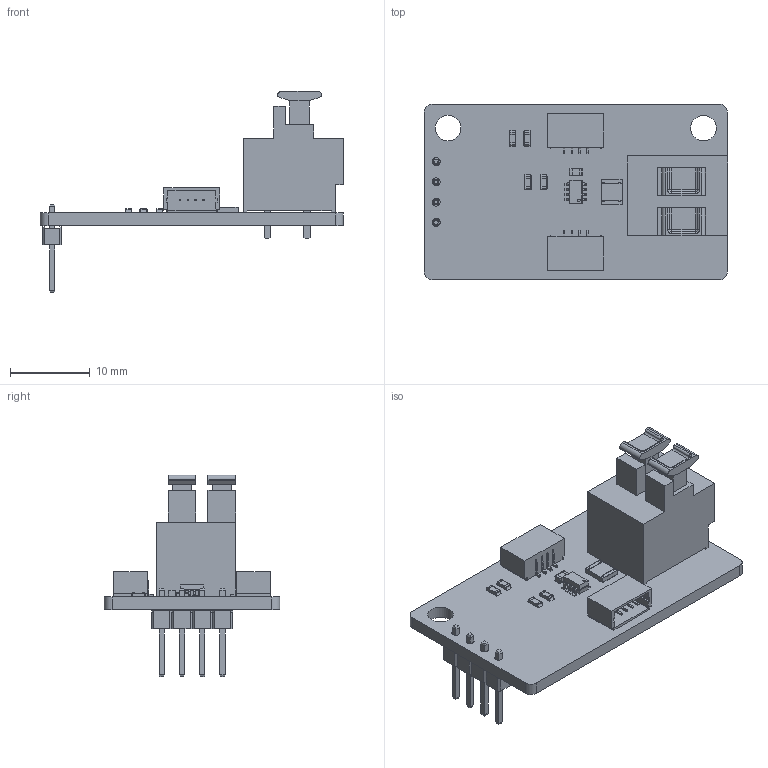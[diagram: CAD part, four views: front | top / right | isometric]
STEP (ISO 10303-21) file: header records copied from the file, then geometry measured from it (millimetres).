
FILE_DESCRIPTION(('KiCad electronic assembly'),'2;1');
FILE_NAME('INA219_breakout_3D.step','2021-10-18T09:36:41',('Pcbnew'),( 'Kicad'),'Open CASCADE STEP processor 7.5','KiCad to STEP converter' ,'Unknown');
FILE_SCHEMA(('AUTOMOTIVE_DESIGN { 1 0 10303 214 1 1 1 1 }'));
Length unit declared in the file: millimetre
Products named in the file (16): INA219_breakout_3D 1; 0603R; SOLID; easyC connector; 0603C; COMPOUND; KF232 2P; SOT23-8; 1210R; 4x_Male_Pin_2.54_mm
Assembly tree (19 placements, depth 3):
  INA219_breakout_3D 1
    0603R  x4
      SOLID
    easyC connector  x2
      SOLID
    0603C
      COMPOUND
    KF232 2P
      SOLID
    SOT23-8
      COMPOUND
    1210R
      COMPOUND
    4x_Male_Pin_2.54_mm
      COMPOUND
    COMPOUND
Bounding box: 38.05 x 22 x 25.26 mm (x, y, z)
Volume: 2550.1 mm3; surface area: 3812.6 mm2
Topology: 29 solids, 29 shells, 948 faces, 2358 edges, 1454 vertices
Faces by surface type: bspline 928, cylinder 14, plane 6
Full cylindrical faces by diameter (mm): 1 x4, 1.2 x4, 3.2 x2
Entity records: 39134 total; most frequent: CARTESIAN_POINT 14988, B_SPLINE_CURVE_WITH_KNOTS 4296, ORIENTED_EDGE 3244, PCURVE 3244, DEFINITIONAL_REPRESENTATION 3244, EDGE_CURVE 1622, SURFACE_CURVE 1612, VERTEX_POINT 1030
